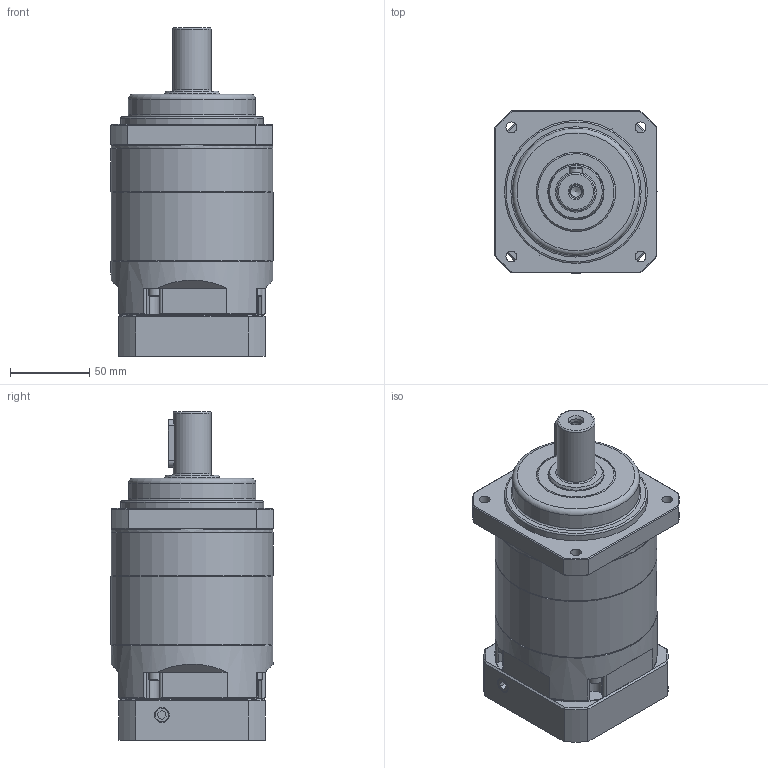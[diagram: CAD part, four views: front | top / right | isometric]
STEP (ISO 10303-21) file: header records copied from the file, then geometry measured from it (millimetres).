
FILE_DESCRIPTION((''),'2;1');
FILE_NAME('KFA100-2 (S19).stp','2013-11-12T16:03:41',('young'),(''),'Autodesk Inventor 2012','Autodesk Inventor 2012','');
FILE_SCHEMA(('AUTOMOTIVE_DESIGN { 1 0 10303 214 1 1 1 1 }'));
Length unit declared in the file: millimetre
Products named in the file (1): KFA100-2 (S19)
Bounding box: 102.05 x 102.09 x 207 mm (x, y, z)
Volume: 548780.1 mm3; surface area: 194349.7 mm2
Topology: 22 solids, 22 shells, 678 faces, 1778 edges, 1186 vertices
Faces by surface type: plane 309, cylinder 229, cone 108, torus 17, bspline 15
Full cylindrical faces by diameter (mm): 4.2 x5, 5 x12, 5.5 x4, 6 x80, 6.5 x1, 6.8 x9, 8 x1, 8.433 x2, 8.5 x4, 9.5 x2, 10 x5, 11 x4, 15 x1, 19.2 x1, 24 x1, 29.8 x1, 30 x1, 32 x1, 34.8 x1, 35 x1, 37 x1, 39 x1, 43 x1, 45 x3, 48 x1, 50 x2, 68 x1, 70.03 x1, 74 x1, 78 x2
Entity records: 37651 total; most frequent: CARTESIAN_POINT 23567, ORIENTED_EDGE 2952, DIRECTION 2716, EDGE_CURVE 1476, VERTEX_POINT 1139, AXIS2_PLACEMENT_3D 1091, EDGE_LOOP 863, FACE_OUTER_BOUND 598
